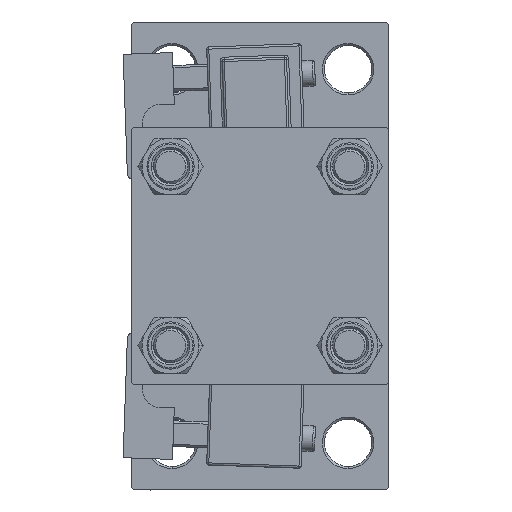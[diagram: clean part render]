
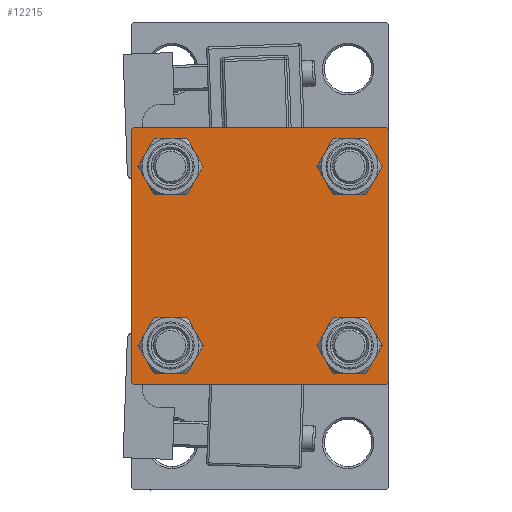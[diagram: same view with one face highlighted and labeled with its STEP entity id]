
A CAD part, left-side view. The second image highlights one B-rep face of the part: STEP entity #12215.
In plain terms, the highlighted planar face has unit normal (-1, 0, 0).
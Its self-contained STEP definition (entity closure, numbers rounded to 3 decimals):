
#210 = VERTEX_POINT ( 'NONE', #37879 ) ;
#434 = VERTEX_POINT ( 'NONE', #36488 ) ;
#833 = CARTESIAN_POINT ( 'NONE',  ( 0., -20.85, -20.85 ) ) ;
#2095 = DIRECTION ( 'NONE',  ( 1., 0., 0. ) ) ;
#2485 = DIRECTION ( 'NONE',  ( 0., -1., 0. ) ) ;
#2590 = CARTESIAN_POINT ( 'NONE',  ( 0., 0., 0. ) ) ;
#4065 = VERTEX_POINT ( 'NONE', #32050 ) ;
#4438 = VERTEX_POINT ( 'NONE', #5122 ) ;
#5122 = CARTESIAN_POINT ( 'NONE',  ( 0., -20.85, -25.35 ) ) ;
#5357 = DIRECTION ( 'NONE',  ( 0., -1., 0. ) ) ;
#6032 = DIRECTION ( 'NONE',  ( -1., 0., 0. ) ) ;
#6666 = LINE ( 'NONE', #50549, #50207 ) ;
#7664 = CIRCLE ( 'NONE', #42461, 4.5 ) ;
#7705 = VECTOR ( 'NONE', #44998, 1000. ) ;
#7976 = VERTEX_POINT ( 'NONE', #39456 ) ;
#8353 = ORIENTED_EDGE ( 'NONE', *, *, #14854, .T. ) ;
#8631 = DIRECTION ( 'NONE',  ( 0., 0., 1. ) ) ;
#8632 = VECTOR ( 'NONE', #15283, 1000. ) ;
#8990 = CARTESIAN_POINT ( 'NONE',  ( 0., 20.85, 20.85 ) ) ;
#9225 = VERTEX_POINT ( 'NONE', #26874 ) ;
#9354 = CARTESIAN_POINT ( 'NONE',  ( 0., 30., 30. ) ) ;
#9584 = DIRECTION ( 'NONE',  ( 0., 0., 1. ) ) ;
#10120 = DIRECTION ( 'NONE',  ( 0., 0.707, 0.707 ) ) ;
#10455 = CARTESIAN_POINT ( 'NONE',  ( 0., 29.5, 30. ) ) ;
#10746 = ORIENTED_EDGE ( 'NONE', *, *, #21046, .T. ) ;
#11220 = LINE ( 'NONE', #38900, #41654 ) ;
#11236 = DIRECTION ( 'NONE',  ( 0., 0., 1. ) ) ;
#11619 = AXIS2_PLACEMENT_3D ( 'NONE', #47928, #43415, #11236 ) ;
#11997 = DIRECTION ( 'NONE',  ( 0., 0.707, -0.707 ) ) ;
#12215 = ADVANCED_FACE ( 'NONE', ( #15316, #51238, #26238, #42450, #31004 ), #26766, .T. ) ;
#12414 = CARTESIAN_POINT ( 'NONE',  ( 0., 20.85, 25.35 ) ) ;
#12913 = ORIENTED_EDGE ( 'NONE', *, *, #17679, .F. ) ;
#14634 = CARTESIAN_POINT ( 'NONE',  ( 0., 20.85, -20.85 ) ) ;
#14717 = ORIENTED_EDGE ( 'NONE', *, *, #31476, .T. ) ;
#14854 = EDGE_CURVE ( 'NONE', #37856, #16462, #36143, .T. ) ;
#15283 = DIRECTION ( 'NONE',  ( 0., -0.707, -0.707 ) ) ;
#15316 = FACE_BOUND ( 'NONE', #43814, .T. ) ;
#15875 = EDGE_CURVE ( 'NONE', #30672, #7976, #23429, .T. ) ;
#15979 = DIRECTION ( 'NONE',  ( 0., 0., -1. ) ) ;
#16402 = ORIENTED_EDGE ( 'NONE', *, *, #20981, .T. ) ;
#16462 = VERTEX_POINT ( 'NONE', #37580 ) ;
#17567 = DIRECTION ( 'NONE',  ( 0., 0., 1. ) ) ;
#17679 = EDGE_CURVE ( 'NONE', #210, #27227, #48159, .T. ) ;
#17980 = DIRECTION ( 'NONE',  ( 0., -0.707, 0.707 ) ) ;
#18000 = ORIENTED_EDGE ( 'NONE', *, *, #43969, .T. ) ;
#18296 = DIRECTION ( 'NONE',  ( 0., 0., 1. ) ) ;
#19254 = VECTOR ( 'NONE', #5357, 1000. ) ;
#19410 = CARTESIAN_POINT ( 'NONE',  ( 0., -29.5, 30. ) ) ;
#20076 = CARTESIAN_POINT ( 'NONE',  ( 0., -20.85, 20.85 ) ) ;
#20079 = ORIENTED_EDGE ( 'NONE', *, *, #31706, .T. ) ;
#20299 = EDGE_CURVE ( 'NONE', #44594, #4438, #35387, .T. ) ;
#20473 = EDGE_CURVE ( 'NONE', #47589, #20502, #30067, .T. ) ;
#20502 = VERTEX_POINT ( 'NONE', #19410 ) ;
#20981 = EDGE_CURVE ( 'NONE', #4065, #47607, #46476, .T. ) ;
#21046 = EDGE_CURVE ( 'NONE', #16462, #37856, #36288, .T. ) ;
#21210 = DIRECTION ( 'NONE',  ( 0., 0., 1. ) ) ;
#22665 = AXIS2_PLACEMENT_3D ( 'NONE', #2590, #6032, #38477 ) ;
#23429 = CIRCLE ( 'NONE', #25023, 4.5 ) ;
#25006 = DIRECTION ( 'NONE',  ( 1., 0., 0. ) ) ;
#25023 = AXIS2_PLACEMENT_3D ( 'NONE', #29249, #45484, #25272 ) ;
#25197 = DIRECTION ( 'NONE',  ( 1., 0., 0. ) ) ;
#25272 = DIRECTION ( 'NONE',  ( 0., 0., 1. ) ) ;
#25282 = EDGE_CURVE ( 'NONE', #47607, #4065, #36431, .T. ) ;
#26238 = FACE_BOUND ( 'NONE', #46859, .T. ) ;
#26766 = PLANE ( 'NONE',  #22665 ) ;
#26874 = CARTESIAN_POINT ( 'NONE',  ( 0., -29.5, -30. ) ) ;
#27163 = LINE ( 'NONE', #27694, #28090 ) ;
#27227 = VERTEX_POINT ( 'NONE', #51745 ) ;
#27694 = CARTESIAN_POINT ( 'NONE',  ( 0., 29.75, 29.75 ) ) ;
#27889 = ORIENTED_EDGE ( 'NONE', *, *, #36457, .T. ) ;
#27902 = ORIENTED_EDGE ( 'NONE', *, *, #44568, .T. ) ;
#27929 = AXIS2_PLACEMENT_3D ( 'NONE', #38504, #2095, #18296 ) ;
#28090 = VECTOR ( 'NONE', #11997, 1000. ) ;
#28257 = VECTOR ( 'NONE', #17980, 1000. ) ;
#28286 = CARTESIAN_POINT ( 'NONE',  ( 0., -20.85, -16.35 ) ) ;
#28679 = ORIENTED_EDGE ( 'NONE', *, *, #43605, .T. ) ;
#29249 = CARTESIAN_POINT ( 'NONE',  ( 0., 20.85, -20.85 ) ) ;
#29783 = AXIS2_PLACEMENT_3D ( 'NONE', #833, #25006, #9584 ) ;
#29923 = LINE ( 'NONE', #40264, #8632 ) ;
#30067 = LINE ( 'NONE', #9354, #19254 ) ;
#30209 = LINE ( 'NONE', #42701, #28257 ) ;
#30313 = CARTESIAN_POINT ( 'NONE',  ( 0., 20.85, -25.35 ) ) ;
#30672 = VERTEX_POINT ( 'NONE', #30313 ) ;
#30806 = EDGE_CURVE ( 'NONE', #7976, #30672, #7664, .T. ) ;
#30834 = DIRECTION ( 'NONE',  ( 1., 0., 0. ) ) ;
#31004 = FACE_OUTER_BOUND ( 'NONE', #48583, .T. ) ;
#31476 = EDGE_CURVE ( 'NONE', #33516, #36940, #36755, .T. ) ;
#31706 = EDGE_CURVE ( 'NONE', #4438, #44594, #42499, .T. ) ;
#32050 = CARTESIAN_POINT ( 'NONE',  ( 0., -20.85, 16.35 ) ) ;
#33516 = VERTEX_POINT ( 'NONE', #48639 ) ;
#33803 = EDGE_LOOP ( 'NONE', ( #40554, #20079 ) ) ;
#33938 = ORIENTED_EDGE ( 'NONE', *, *, #20473, .F. ) ;
#35387 = CIRCLE ( 'NONE', #11619, 4.5 ) ;
#35600 = EDGE_LOOP ( 'NONE', ( #8353, #10746 ) ) ;
#36143 = CIRCLE ( 'NONE', #50591, 4.5 ) ;
#36288 = CIRCLE ( 'NONE', #48184, 4.5 ) ;
#36291 = DIRECTION ( 'NONE',  ( 1., 0., 0. ) ) ;
#36431 = CIRCLE ( 'NONE', #27929, 4.5 ) ;
#36457 = EDGE_CURVE ( 'NONE', #9225, #27227, #30209, .T. ) ;
#36488 = CARTESIAN_POINT ( 'NONE',  ( 0., 29.5, -30. ) ) ;
#36490 = CARTESIAN_POINT ( 'NONE',  ( 0., 30., 30. ) ) ;
#36755 = LINE ( 'NONE', #36490, #7705 ) ;
#36940 = VERTEX_POINT ( 'NONE', #39802 ) ;
#37136 = AXIS2_PLACEMENT_3D ( 'NONE', #20076, #36291, #52516 ) ;
#37580 = CARTESIAN_POINT ( 'NONE',  ( 0., 20.85, 16.35 ) ) ;
#37856 = VERTEX_POINT ( 'NONE', #12414 ) ;
#37879 = CARTESIAN_POINT ( 'NONE',  ( 0., -30., 29.5 ) ) ;
#38477 = DIRECTION ( 'NONE',  ( 0., 0., 1. ) ) ;
#38504 = CARTESIAN_POINT ( 'NONE',  ( 0., -20.85, 20.85 ) ) ;
#38900 = CARTESIAN_POINT ( 'NONE',  ( 0., 30., -30. ) ) ;
#39456 = CARTESIAN_POINT ( 'NONE',  ( 0., 20.85, -16.35 ) ) ;
#39802 = CARTESIAN_POINT ( 'NONE',  ( 0., 30., -29.5 ) ) ;
#40258 = ORIENTED_EDGE ( 'NONE', *, *, #41253, .T. ) ;
#40264 = CARTESIAN_POINT ( 'NONE',  ( 0., 29.75, -29.75 ) ) ;
#40554 = ORIENTED_EDGE ( 'NONE', *, *, #20299, .T. ) ;
#41253 = EDGE_CURVE ( 'NONE', #47589, #33516, #27163, .T. ) ;
#41331 = DIRECTION ( 'NONE',  ( 1., 0., 0. ) ) ;
#41654 = VECTOR ( 'NONE', #2485, 1000. ) ;
#42096 = CARTESIAN_POINT ( 'NONE',  ( 0., -20.85, 25.35 ) ) ;
#42450 = FACE_BOUND ( 'NONE', #35600, .T. ) ;
#42461 = AXIS2_PLACEMENT_3D ( 'NONE', #14634, #30834, #17567 ) ;
#42499 = CIRCLE ( 'NONE', #29783, 4.5 ) ;
#42532 = ORIENTED_EDGE ( 'NONE', *, *, #30806, .T. ) ;
#42701 = CARTESIAN_POINT ( 'NONE',  ( 0., -29.75, -29.75 ) ) ;
#43415 = DIRECTION ( 'NONE',  ( 1., 0., 0. ) ) ;
#43605 = EDGE_CURVE ( 'NONE', #434, #9225, #11220, .T. ) ;
#43814 = EDGE_LOOP ( 'NONE', ( #52254, #16402 ) ) ;
#43969 = EDGE_CURVE ( 'NONE', #210, #20502, #6666, .T. ) ;
#44568 = EDGE_CURVE ( 'NONE', #36940, #434, #29923, .T. ) ;
#44594 = VERTEX_POINT ( 'NONE', #28286 ) ;
#44599 = VECTOR ( 'NONE', #15979, 1000. ) ;
#44998 = DIRECTION ( 'NONE',  ( 0., 0., -1. ) ) ;
#45484 = DIRECTION ( 'NONE',  ( 1., 0., 0. ) ) ;
#46476 = CIRCLE ( 'NONE', #37136, 4.5 ) ;
#46859 = EDGE_LOOP ( 'NONE', ( #42532, #52458 ) ) ;
#47589 = VERTEX_POINT ( 'NONE', #10455 ) ;
#47607 = VERTEX_POINT ( 'NONE', #42096 ) ;
#47928 = CARTESIAN_POINT ( 'NONE',  ( 0., -20.85, -20.85 ) ) ;
#48159 = LINE ( 'NONE', #52415, #44599 ) ;
#48184 = AXIS2_PLACEMENT_3D ( 'NONE', #49578, #41331, #8631 ) ;
#48583 = EDGE_LOOP ( 'NONE', ( #14717, #27902, #28679, #27889, #12913, #18000, #33938, #40258 ) ) ;
#48639 = CARTESIAN_POINT ( 'NONE',  ( 0., 30., 29.5 ) ) ;
#49578 = CARTESIAN_POINT ( 'NONE',  ( 0., 20.85, 20.85 ) ) ;
#50207 = VECTOR ( 'NONE', #10120, 1000. ) ;
#50549 = CARTESIAN_POINT ( 'NONE',  ( 0., -29.75, 29.75 ) ) ;
#50591 = AXIS2_PLACEMENT_3D ( 'NONE', #8990, #25197, #21210 ) ;
#51238 = FACE_BOUND ( 'NONE', #33803, .T. ) ;
#51745 = CARTESIAN_POINT ( 'NONE',  ( 0., -30., -29.5 ) ) ;
#52254 = ORIENTED_EDGE ( 'NONE', *, *, #25282, .T. ) ;
#52415 = CARTESIAN_POINT ( 'NONE',  ( 0., -30., 30. ) ) ;
#52458 = ORIENTED_EDGE ( 'NONE', *, *, #15875, .T. ) ;
#52516 = DIRECTION ( 'NONE',  ( 0., 0., 1. ) ) ;
